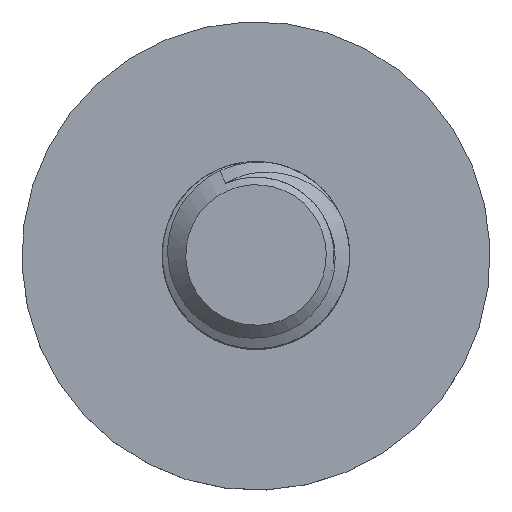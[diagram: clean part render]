
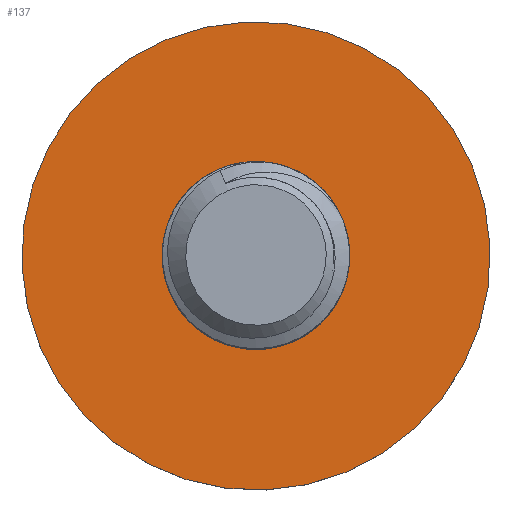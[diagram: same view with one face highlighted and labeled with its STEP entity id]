
A CAD part, top view. The second image highlights one B-rep face of the part: STEP entity #137.
In plain terms, the highlighted planar face has unit normal (0, 0, 1).
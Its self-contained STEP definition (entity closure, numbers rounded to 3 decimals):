
#86=FACE_BOUND('',#208,.T.);
#87=FACE_BOUND('',#209,.T.);
#105=CIRCLE('',#508,10.);
#107=CIRCLE('',#511,3.71);
#137=ADVANCED_FACE('',(#86,#87),#150,.T.);
#150=PLANE('',#514);
#208=EDGE_LOOP('',(#352));
#209=EDGE_LOOP('',(#353));
#352=ORIENTED_EDGE('',*,*,#445,.T.);
#353=ORIENTED_EDGE('',*,*,#447,.F.);
#390=VERTEX_POINT('',#2544);
#392=VERTEX_POINT('',#2549);
#445=EDGE_CURVE('',#390,#390,#105,.T.);
#447=EDGE_CURVE('',#392,#392,#107,.T.);
#508=AXIS2_PLACEMENT_3D('',#2543,#613,#614);
#511=AXIS2_PLACEMENT_3D('',#2548,#619,#620);
#514=AXIS2_PLACEMENT_3D('',#2553,#625,#626);
#613=DIRECTION('',(0.,0.,1.));
#614=DIRECTION('',(-0.954,0.299,0.));
#619=DIRECTION('',(0.,0.,1.));
#620=DIRECTION('',(-0.954,0.299,0.));
#625=DIRECTION('',(0.,0.,1.));
#626=DIRECTION('',(0.954,-0.299,0.));
#2543=CARTESIAN_POINT('',(-763.867,378.503,97.));
#2544=CARTESIAN_POINT('',(-773.41,381.492,97.));
#2548=CARTESIAN_POINT('',(-763.867,378.503,97.));
#2549=CARTESIAN_POINT('',(-767.408,379.612,97.));
#2553=CARTESIAN_POINT('',(-763.867,378.503,97.));
